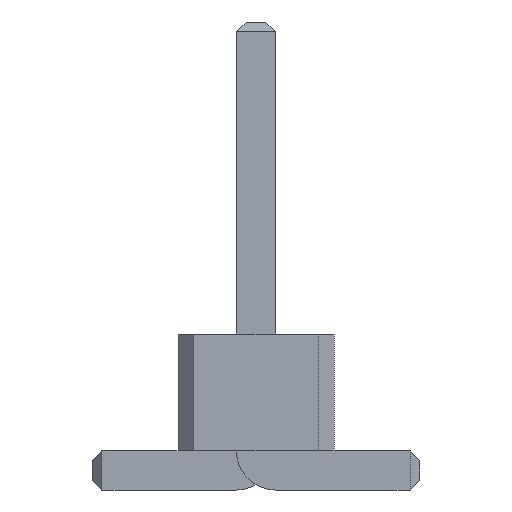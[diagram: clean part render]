
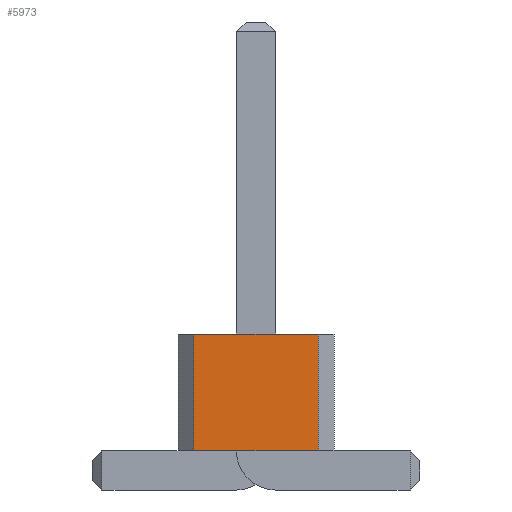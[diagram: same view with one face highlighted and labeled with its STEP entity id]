
A CAD part, front view. The second image highlights one B-rep face of the part: STEP entity #5973.
In plain terms, the highlighted planar face has unit normal (0, -1, 0).
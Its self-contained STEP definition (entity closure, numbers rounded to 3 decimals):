
#1150 = VERTEX_POINT('',#1151);
#1151 = CARTESIAN_POINT('',(0.8,-21.,0.5));
#1157 = EDGE_CURVE('',#1158,#1150,#1160,.T.);
#1158 = VERTEX_POINT('',#1159);
#1159 = CARTESIAN_POINT('',(-0.8,-21.,0.5));
#1160 = LINE('',#1161,#1162);
#1161 = CARTESIAN_POINT('',(-0.8,-21.,0.5));
#1162 = VECTOR('',#1163,1.);
#1163 = DIRECTION('',(1.,0.,0.));
#2639 = VERTEX_POINT('',#2640);
#2640 = CARTESIAN_POINT('',(0.8,-21.,2.));
#2646 = EDGE_CURVE('',#2647,#2639,#2649,.T.);
#2647 = VERTEX_POINT('',#2648);
#2648 = CARTESIAN_POINT('',(-0.8,-21.,2.));
#2649 = LINE('',#2650,#2651);
#2650 = CARTESIAN_POINT('',(-0.8,-21.,2.));
#2651 = VECTOR('',#2652,1.);
#2652 = DIRECTION('',(1.,0.,0.));
#5962 = EDGE_CURVE('',#1158,#2647,#5963,.T.);
#5963 = LINE('',#5964,#5965);
#5964 = CARTESIAN_POINT('',(-0.8,-21.,0.5));
#5965 = VECTOR('',#5966,1.);
#5966 = DIRECTION('',(0.,0.,1.));
#5973 = ADVANCED_FACE('',(#5974),#5985,.F.);
#5974 = FACE_BOUND('',#5975,.F.);
#5975 = EDGE_LOOP('',(#5976,#5977,#5978,#5984));
#5976 = ORIENTED_EDGE('',*,*,#5962,.T.);
#5977 = ORIENTED_EDGE('',*,*,#2646,.T.);
#5978 = ORIENTED_EDGE('',*,*,#5979,.F.);
#5979 = EDGE_CURVE('',#1150,#2639,#5980,.T.);
#5980 = LINE('',#5981,#5982);
#5981 = CARTESIAN_POINT('',(0.8,-21.,0.5));
#5982 = VECTOR('',#5983,1.);
#5983 = DIRECTION('',(0.,0.,1.));
#5984 = ORIENTED_EDGE('',*,*,#1157,.F.);
#5985 = PLANE('',#5986);
#5986 = AXIS2_PLACEMENT_3D('',#5987,#5988,#5989);
#5987 = CARTESIAN_POINT('',(-0.8,-21.,0.5));
#5988 = DIRECTION('',(0.,1.,0.));
#5989 = DIRECTION('',(1.,0.,0.));
